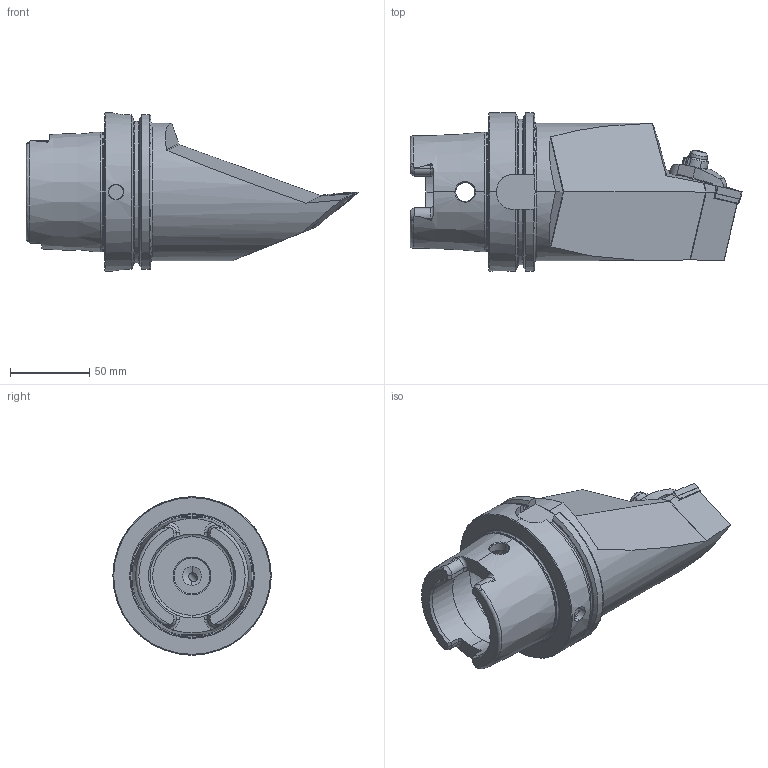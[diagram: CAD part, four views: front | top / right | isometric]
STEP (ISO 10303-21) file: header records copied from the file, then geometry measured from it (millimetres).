
FILE_DESCRIPTION (( 'STEP AP214' ), '1' );
FILE_NAME ('0-K.D.NMA.160-R.STEP', '2021-12-14T14:19:23', ( '' ), ( '' ), 'SwSTEP 2.0', 'SolidWorks 2017', '' );
FILE_SCHEMA (( 'AUTOMOTIVE_DESIGN' ));
Length unit declared in the file: millimetre
Products named in the file (11): HA0-KVD.NMA.160-R_A; WCB-ER2.001.009_A; WCC-ER5.102.005_A; VNMG160404; WCC-ER5.102.012_B; 0-K.D.NMA.160-R; WCC-ER3.102.029_C; WCC-ER4.103.032_A; ISO 13337 - 3 x 12_PreviewCfg; WVD-ER2.101.003_A; KVT_MB_600_060
Assembly tree (10 placements, depth 2):
  0-K.D.NMA.160-R
    HA0-KVD.NMA.160-R_A
    WCC-ER4.103.032_A
    WCC-ER5.102.005_A
    WCC-ER5.102.012_B
    WCC-ER3.102.029_C
    WCB-ER2.001.009_A
    WVD-ER2.101.003_A
    KVT_MB_600_060
    ISO 13337 - 3 x 12_PreviewCfg
    VNMG160404
Bounding box: 209.9 x 100 x 100 mm (x, y, z)
Volume: 648782.4 mm3; surface area: 80943 mm2
Topology: 11 solids, 11 shells, 471 faces, 1177 edges, 720 vertices
Faces by surface type: cylinder 156, plane 126, cone 107, torus 62, bspline 16, sphere 4
Entity records: 18123 total; most frequent: CARTESIAN_POINT 5101, ORIENTED_EDGE 2324, DIRECTION 2274, EDGE_CURVE 1162, AXIS2_PLACEMENT_3D 914, VERTEX_POINT 717, EDGE_LOOP 499, FACE_OUTER_BOUND 471
